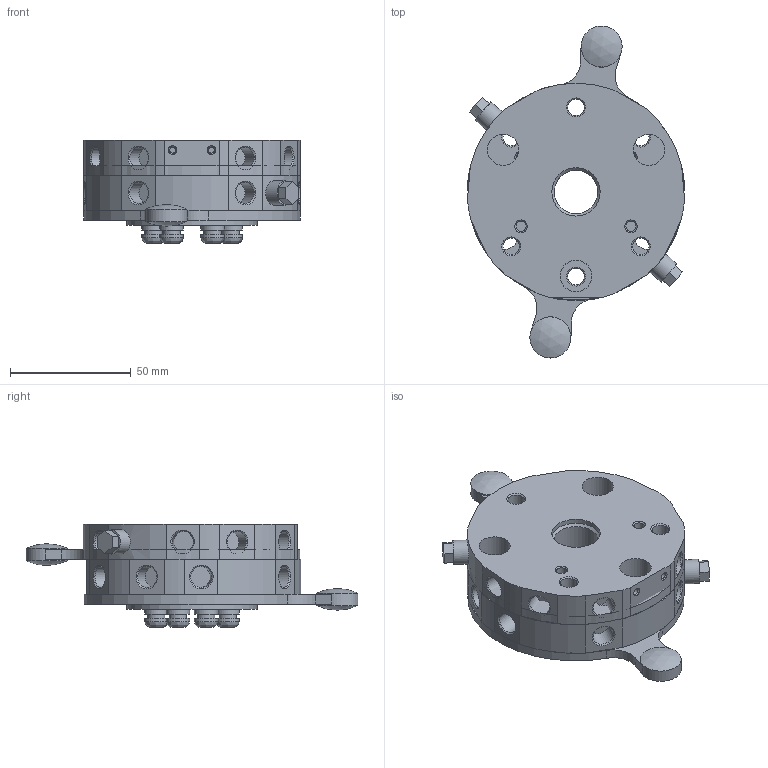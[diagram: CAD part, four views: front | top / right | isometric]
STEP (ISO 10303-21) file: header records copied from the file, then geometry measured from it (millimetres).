
FILE_DESCRIPTION( ( 'Unknown' ), '1' );
FILE_NAME( 'CA.01.01.001.stp', 'Unknown', ( 'Unknown' ), ( 'Unknown' ), 'XStep 1.0', 'Unknown', ' ' );
FILE_SCHEMA( ( 'CONFIG_CONTROL_DESIGN' ) );
Length unit declared in the file: millimetre
Products named in the file (3): Assem1; 1; 2
Bounding box: 89.8 x 137.3 x 42.7 mm (x, y, z)
Volume: 207583.9 mm3; surface area: 76368.1 mm2
Topology: 4 solids, 4 shells, 388 faces, 812 edges, 530 vertices
Faces by surface type: cylinder 184, plane 146, cone 38, bspline 16, sphere 4
Full cylindrical faces by diameter (mm): 2.5 x4, 4 x18, 4.2 x4, 6.8 x6, 7.1 x16, 8.8 x16, 9.7 x32, 10 x2, 10.5 x6, 11 x6, 13 x6, 17 x2, 18 x2, 20 x2, 48 x2, 50 x2, 54 x2
Entity records: 5098 total; most frequent: CARTESIAN_POINT 1034, DIRECTION 890, ORIENTED_EDGE 594, AXIS2_PLACEMENT_3D 405, EDGE_LOOP 368, EDGE_CURVE 297, FACE_OUTER_BOUND 266, VERTEX_POINT 247
